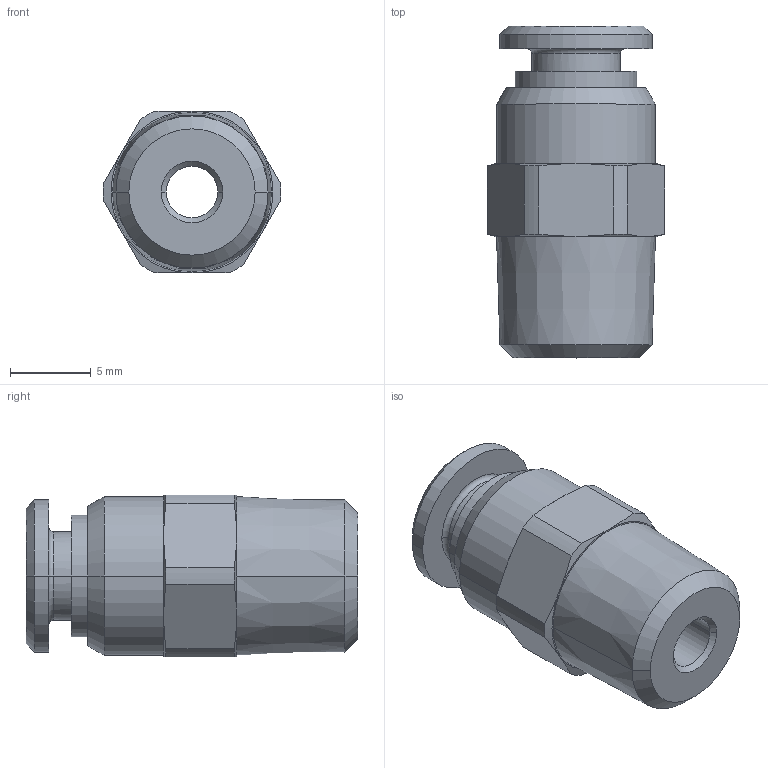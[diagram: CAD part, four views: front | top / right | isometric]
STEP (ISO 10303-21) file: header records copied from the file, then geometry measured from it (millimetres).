
FILE_DESCRIPTION((''),'2;1');
FILE_NAME('MXM.11.04.18',(''),('sopra-pneumatic'),'PRO/ENGINEER BY PARAMETRIC TECHNOLOGY CORPORATION, 2015110','PRO/ENGINEER BY PARAMETRIC TECHNOLOGY CORPORATION, 2015110','');
FILE_SCHEMA(('CONFIG_CONTROL_DESIGN'));
Length unit declared in the file: millimetre
Products named in the file (1): 380456B_951X4-4FF-1-8K
Bounding box: 10.99 x 20.5 x 10 mm (x, y, z)
Volume: 1174 mm3; surface area: 1137.2 mm2
Topology: 1 solids, 1 shells, 75 faces, 172 edges, 104 vertices
Faces by surface type: cone 30, cylinder 22, plane 19, torus 4
Entity records: 2206 total; most frequent: CARTESIAN_POINT 449, DIRECTION 378, ORIENTED_EDGE 344, EDGE_CURVE 172, AXIS2_PLACEMENT_3D 159, VERTEX_POINT 104, EDGE_LOOP 86, CIRCLE 84
